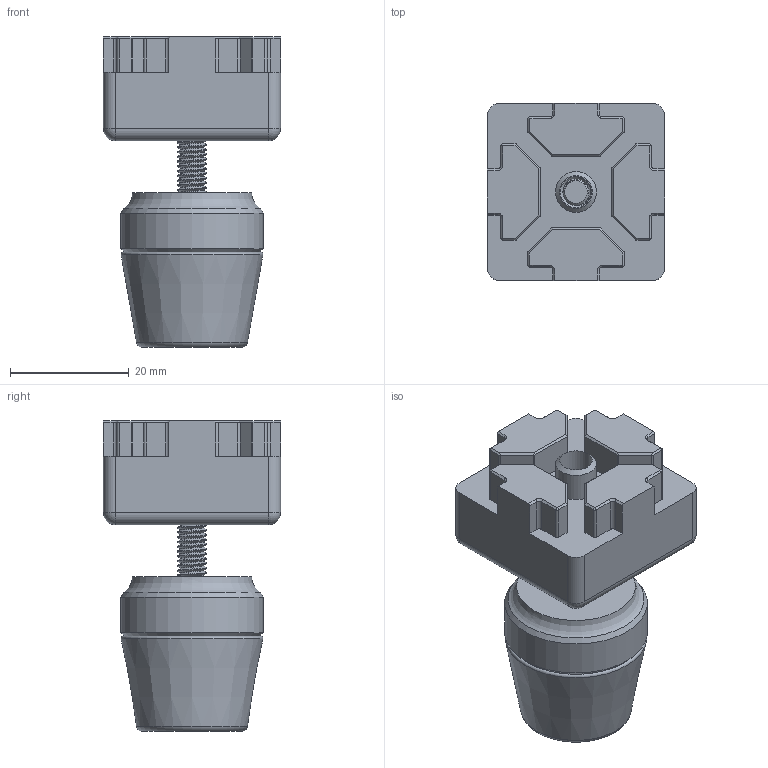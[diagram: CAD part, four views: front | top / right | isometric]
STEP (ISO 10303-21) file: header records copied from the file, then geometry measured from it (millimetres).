
FILE_DESCRIPTION(/* description */ (''),/* implementation_level */ '2;1');
FILE_NAME(/* name */ '0f03c8ac-55e7-4401-b024-7da337f250de.stp',/* time_stamp */ '2021-01-26T11:50:35+00:00',/* author */ (''),/* organization */ (''),/* preprocessor_version */ 'ST-DEVELOPER v18.1',/* originating_system */ 'Autodesk Translation Framework v9.7.1.1290',/* authorisation */ '');
FILE_SCHEMA (('AUTOMOTIVE_DESIGN { 1 0 10303 214 3 1 1 }'));
Length unit declared in the file: millimetre
Products named in the file (6): 3030 Leveling Feet Assembly; Leveling Foot 3030 Insert; Threaded Insert M5; M5x20 HCS; Leveling Foot Base; Rubber Foot
Assembly tree (5 placements, depth 2):
  3030 Leveling Feet Assembly
    Leveling Foot 3030 Insert
    Threaded Insert M5
    M5x20 HCS
    Leveling Foot Base
    Rubber Foot
Bounding box: 29.8 x 29.8 x 52.25 mm (x, y, z)
Volume: 22297.3 mm3; surface area: 9268.2 mm2
Topology: 5 solids, 5 shells, 485 faces, 1310 edges, 843 vertices
Faces by surface type: cylinder 173, cone 142, plane 110, bspline 52, sphere 4, torus 4
Full cylindrical faces by diameter (mm): 3.961 x35, 5 x35, 5.244 x2, 5.5 x1, 6.3 x1, 6.86 x1, 6.9 x1, 8 x1, 24 x1
Entity records: 28392 total; most frequent: CARTESIAN_POINT 16899, ORIENTED_EDGE 2620, DIRECTION 2179, EDGE_CURVE 1310, AXIS2_PLACEMENT_3D 894, VERTEX_POINT 843, EDGE_LOOP 497, FACE_OUTER_BOUND 485
